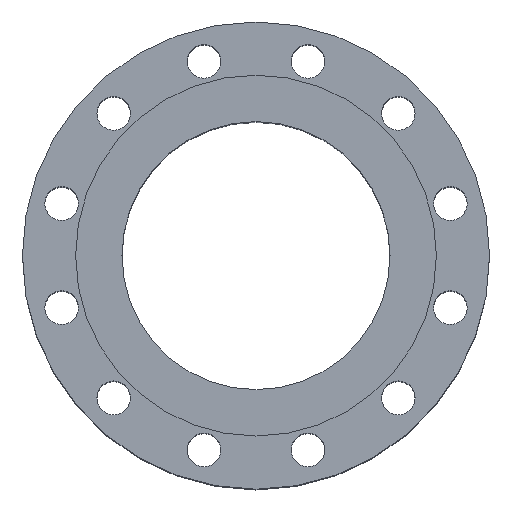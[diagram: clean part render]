
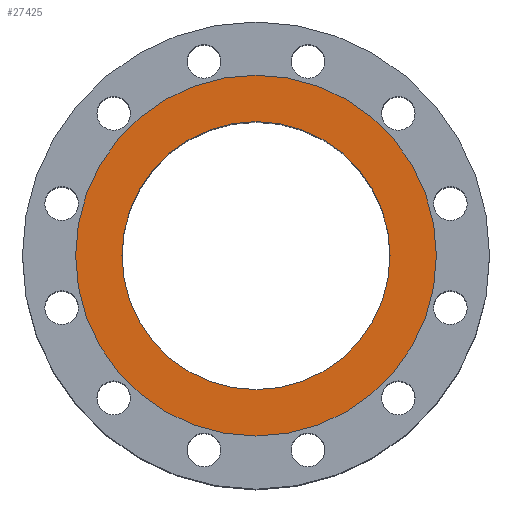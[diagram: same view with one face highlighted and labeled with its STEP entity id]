
A CAD part, top view. The second image highlights one B-rep face of the part: STEP entity #27425.
In plain terms, the highlighted planar face has unit normal (0, 0, 1).
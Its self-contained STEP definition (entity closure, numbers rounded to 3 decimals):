
#561 = AXIS2_PLACEMENT_3D ( 'NONE', #24730, #19996, #27567 ) ;
#674 = DIRECTION ( 'NONE',  ( 0., 0., 1. ) ) ;
#1175 = ORIENTED_EDGE ( 'NONE', *, *, #8639, .F. ) ;
#2591 = VERTEX_POINT ( 'NONE', #30656 ) ;
#4328 = DIRECTION ( 'NONE',  ( 1., 0., 0. ) ) ;
#4341 = DIRECTION ( 'NONE',  ( 0., 0., 1. ) ) ;
#5325 = CIRCLE ( 'NONE', #28501, 139. ) ;
#6151 = DIRECTION ( 'NONE',  ( 1., 0., 0. ) ) ;
#6456 = VERTEX_POINT ( 'NONE', #28741 ) ;
#6661 = CIRCLE ( 'NONE', #13194, 103.25 ) ;
#6732 = EDGE_CURVE ( 'NONE', #21443, #6456, #22704, .T. ) ;
#7550 = CARTESIAN_POINT ( 'NONE',  ( 0., 0., 0. ) ) ;
#7841 = CIRCLE ( 'NONE', #20444, 103.25 ) ;
#8639 = EDGE_CURVE ( 'NONE', #2591, #12021, #7841, .T. ) ;
#10100 = AXIS2_PLACEMENT_3D ( 'NONE', #7550, #25794, #4328 ) ;
#10310 = ORIENTED_EDGE ( 'NONE', *, *, #6732, .T. ) ;
#11755 = CARTESIAN_POINT ( 'NONE',  ( 139., 0., 0. ) ) ;
#12021 = VERTEX_POINT ( 'NONE', #23112 ) ;
#13194 = AXIS2_PLACEMENT_3D ( 'NONE', #27333, #674, #17075 ) ;
#14277 = DIRECTION ( 'NONE',  ( 1., 0., 0. ) ) ;
#15929 = CARTESIAN_POINT ( 'NONE',  ( 0., 0., 0. ) ) ;
#15979 = EDGE_LOOP ( 'NONE', ( #25553, #1175 ) ) ;
#17075 = DIRECTION ( 'NONE',  ( 1., 0., 0. ) ) ;
#19996 = DIRECTION ( 'NONE',  ( 0., 0., -1. ) ) ;
#20012 = EDGE_LOOP ( 'NONE', ( #10310, #20203 ) ) ;
#20155 = FACE_BOUND ( 'NONE', #15979, .T. ) ;
#20203 = ORIENTED_EDGE ( 'NONE', *, *, #25080, .T. ) ;
#20444 = AXIS2_PLACEMENT_3D ( 'NONE', #21864, #4341, #14277 ) ;
#21443 = VERTEX_POINT ( 'NONE', #11755 ) ;
#21864 = CARTESIAN_POINT ( 'NONE',  ( 0., 0., 0. ) ) ;
#22704 = CIRCLE ( 'NONE', #10100, 139. ) ;
#22768 = EDGE_CURVE ( 'NONE', #12021, #2591, #6661, .T. ) ;
#23112 = CARTESIAN_POINT ( 'NONE',  ( 103.25, 0., 0. ) ) ;
#24579 = PLANE ( 'NONE',  #561 ) ;
#24730 = CARTESIAN_POINT ( 'NONE',  ( 0., 139., 0. ) ) ;
#25080 = EDGE_CURVE ( 'NONE', #6456, #21443, #5325, .T. ) ;
#25553 = ORIENTED_EDGE ( 'NONE', *, *, #22768, .F. ) ;
#25555 = DIRECTION ( 'NONE',  ( 0., 0., 1. ) ) ;
#25794 = DIRECTION ( 'NONE',  ( 0., 0., 1. ) ) ;
#27333 = CARTESIAN_POINT ( 'NONE',  ( 0., 0., 0. ) ) ;
#27425 = ADVANCED_FACE ( 'NONE', ( #20155, #29457 ), #24579, .F. ) ;
#27567 = DIRECTION ( 'NONE',  ( -1., 0., 0. ) ) ;
#28501 = AXIS2_PLACEMENT_3D ( 'NONE', #15929, #25555, #6151 ) ;
#28741 = CARTESIAN_POINT ( 'NONE',  ( -139., 0., 0. ) ) ;
#29457 = FACE_OUTER_BOUND ( 'NONE', #20012, .T. ) ;
#30656 = CARTESIAN_POINT ( 'NONE',  ( -103.25, 0., 0. ) ) ;
